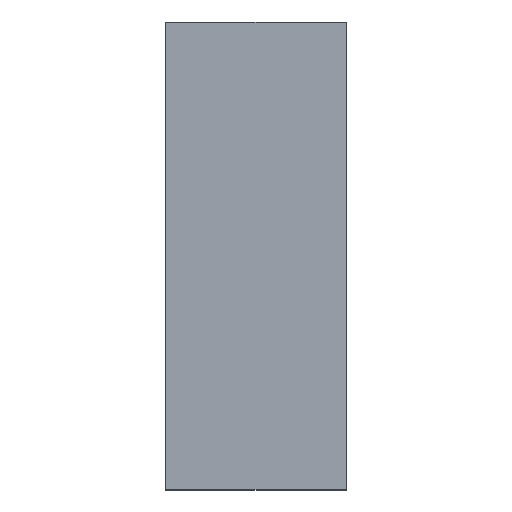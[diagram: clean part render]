
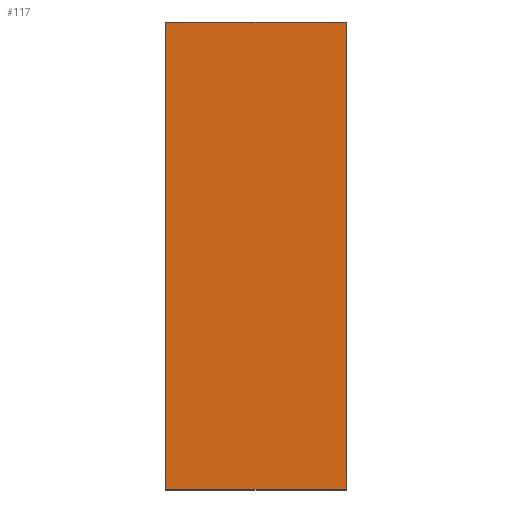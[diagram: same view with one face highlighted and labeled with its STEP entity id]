
A CAD part, top view. The second image highlights one B-rep face of the part: STEP entity #117.
In plain terms, the highlighted planar face has unit normal (0, 0, 1).
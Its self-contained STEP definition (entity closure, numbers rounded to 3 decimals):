
#1 = CARTESIAN_POINT ( 'NONE',  ( 54.4, 7., -53. ) ) ;
#3 = EDGE_CURVE ( 'NONE', #36, #150, #84, .T. ) ;
#5 = ORIENTED_EDGE ( 'NONE', *, *, #3, .T. ) ;
#12 = EDGE_CURVE ( 'NONE', #73, #36, #202, .T. ) ;
#17 = LINE ( 'NONE', #127, #26 ) ;
#18 = EDGE_CURVE ( 'NONE', #53, #73, #17, .T. ) ;
#22 = EDGE_LOOP ( 'NONE', ( #77, #55, #164, #5 ) ) ;
#23 = DIRECTION ( 'NONE',  ( -1., 0., 0. ) ) ;
#26 = VECTOR ( 'NONE', #110, 1000. ) ;
#36 = VERTEX_POINT ( 'NONE', #39 ) ;
#39 = CARTESIAN_POINT ( 'NONE',  ( 71.9, 7., -53. ) ) ;
#53 = VERTEX_POINT ( 'NONE', #152 ) ;
#55 = ORIENTED_EDGE ( 'NONE', *, *, #18, .T. ) ;
#65 = PLANE ( 'NONE',  #146 ) ;
#70 = DIRECTION ( 'NONE',  ( 0., -1., 0. ) ) ;
#73 = VERTEX_POINT ( 'NONE', #118 ) ;
#77 = ORIENTED_EDGE ( 'NONE', *, *, #104, .T. ) ;
#79 = LINE ( 'NONE', #1, #162 ) ;
#84 = LINE ( 'NONE', #130, #137 ) ;
#91 = DIRECTION ( 'NONE',  ( 1., 0., 0. ) ) ;
#102 = CARTESIAN_POINT ( 'NONE',  ( 71.9, 7., -53. ) ) ;
#104 = EDGE_CURVE ( 'NONE', #150, #53, #79, .T. ) ;
#106 = FACE_OUTER_BOUND ( 'NONE', #22, .T. ) ;
#110 = DIRECTION ( 'NONE',  ( 1., 0., 0. ) ) ;
#117 = ADVANCED_FACE ( 'NONE', ( #106 ), #65, .T. ) ;
#118 = CARTESIAN_POINT ( 'NONE',  ( 71.9, -38.3, -53. ) ) ;
#119 = DIRECTION ( 'NONE',  ( 0., 1., 0. ) ) ;
#127 = CARTESIAN_POINT ( 'NONE',  ( 54.4, -38.3, -53. ) ) ;
#130 = CARTESIAN_POINT ( 'NONE',  ( 54.4, 7., -53. ) ) ;
#137 = VECTOR ( 'NONE', #23, 1000. ) ;
#142 = CARTESIAN_POINT ( 'NONE',  ( 0., 0., -53. ) ) ;
#146 = AXIS2_PLACEMENT_3D ( 'NONE', #142, #171, #91 ) ;
#150 = VERTEX_POINT ( 'NONE', #198 ) ;
#152 = CARTESIAN_POINT ( 'NONE',  ( 54.4, -38.3, -53. ) ) ;
#162 = VECTOR ( 'NONE', #70, 1000. ) ;
#164 = ORIENTED_EDGE ( 'NONE', *, *, #12, .T. ) ;
#171 = DIRECTION ( 'NONE',  ( 0., 0., 1. ) ) ;
#179 = VECTOR ( 'NONE', #119, 1000. ) ;
#198 = CARTESIAN_POINT ( 'NONE',  ( 54.4, 7., -53. ) ) ;
#202 = LINE ( 'NONE', #102, #179 ) ;
